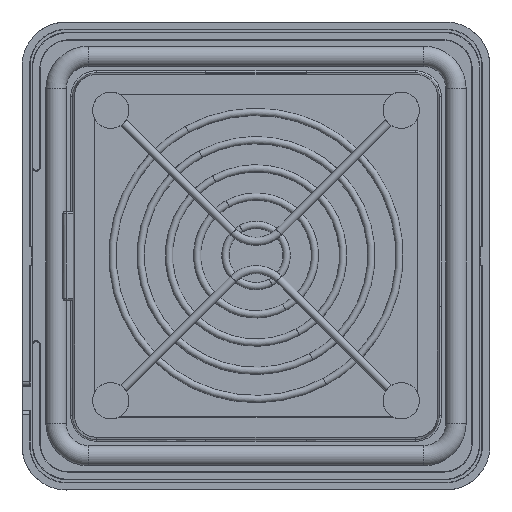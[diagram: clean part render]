
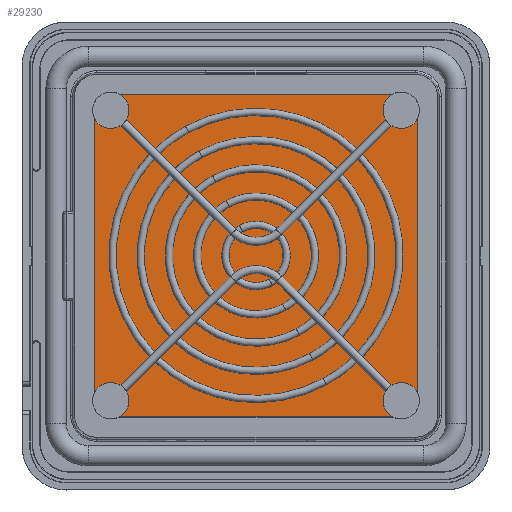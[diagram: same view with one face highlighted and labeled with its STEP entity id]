
A CAD part, top view. The second image highlights one B-rep face of the part: STEP entity #29230.
In plain terms, the highlighted planar face has unit normal (0, 0, 1).
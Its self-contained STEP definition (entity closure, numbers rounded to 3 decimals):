
#28918=CARTESIAN_POINT('Vertex',(33.938,-40.,50.)) ;
#28921=CARTESIAN_POINT('Line Origine',(0.,-40.,50.)) ;
#28925=CARTESIAN_POINT('Vertex',(-33.938,-40.,50.)) ;
#28977=CARTESIAN_POINT('Vertex',(40.,33.938,50.)) ;
#28980=CARTESIAN_POINT('Line Origine',(40.,0.,50.)) ;
#28984=CARTESIAN_POINT('Vertex',(40.,-33.938,50.)) ;
#29036=CARTESIAN_POINT('Vertex',(-33.938,40.,50.)) ;
#29039=CARTESIAN_POINT('Line Origine',(0.,40.,50.)) ;
#29043=CARTESIAN_POINT('Vertex',(33.938,40.,50.)) ;
#29095=CARTESIAN_POINT('Vertex',(-40.,-33.938,50.)) ;
#29098=CARTESIAN_POINT('Line Origine',(-40.,0.,50.)) ;
#29102=CARTESIAN_POINT('Vertex',(-40.,33.938,50.)) ;
#29143=CARTESIAN_POINT('Axis2P3D Location',(0.,0.,50.)) ;
#29168=CARTESIAN_POINT('Axis2P3D Location',(36.,-36.,50.)) ;
#29172=CARTESIAN_POINT('Vertex',(31.5,-36.,50.)) ;
#29175=CARTESIAN_POINT('Axis2P3D Location',(36.,-36.,50.)) ;
#29180=CARTESIAN_POINT('Axis2P3D Location',(36.,36.,50.)) ;
#29184=CARTESIAN_POINT('Vertex',(31.5,36.,50.)) ;
#29187=CARTESIAN_POINT('Axis2P3D Location',(36.,36.,50.)) ;
#29192=CARTESIAN_POINT('Axis2P3D Location',(-36.,36.,50.)) ;
#29196=CARTESIAN_POINT('Vertex',(-31.5,36.,50.)) ;
#29199=CARTESIAN_POINT('Axis2P3D Location',(-36.,36.,50.)) ;
#29204=CARTESIAN_POINT('Axis2P3D Location',(-36.,-36.,50.)) ;
#29208=CARTESIAN_POINT('Vertex',(-31.5,-36.,50.)) ;
#29211=CARTESIAN_POINT('Axis2P3D Location',(-36.,-36.,50.)) ;
#28922=DIRECTION('Vector Direction',(-1.,0.,0.)) ;
#28981=DIRECTION('Vector Direction',(0.,-1.,0.)) ;
#29040=DIRECTION('Vector Direction',(1.,0.,0.)) ;
#29099=DIRECTION('Vector Direction',(0.,1.,0.)) ;
#29144=DIRECTION('Axis2P3D Direction',(0.,0.,1.)) ;
#29145=DIRECTION('Axis2P3D XDirection',(1.,0.,0.)) ;
#29169=DIRECTION('Axis2P3D Direction',(0.,0.,1.)) ;
#29176=DIRECTION('Axis2P3D Direction',(0.,0.,1.)) ;
#29181=DIRECTION('Axis2P3D Direction',(0.,0.,1.)) ;
#29188=DIRECTION('Axis2P3D Direction',(0.,0.,1.)) ;
#29193=DIRECTION('Axis2P3D Direction',(0.,0.,1.)) ;
#29200=DIRECTION('Axis2P3D Direction',(0.,0.,1.)) ;
#29205=DIRECTION('Axis2P3D Direction',(0.,0.,1.)) ;
#29212=DIRECTION('Axis2P3D Direction',(0.,0.,1.)) ;
#29146=AXIS2_PLACEMENT_3D('Plane Axis2P3D',#29143,#29144,#29145) ;
#29170=AXIS2_PLACEMENT_3D('Circle Axis2P3D',#29168,#29169,$) ;
#29177=AXIS2_PLACEMENT_3D('Circle Axis2P3D',#29175,#29176,$) ;
#29182=AXIS2_PLACEMENT_3D('Circle Axis2P3D',#29180,#29181,$) ;
#29189=AXIS2_PLACEMENT_3D('Circle Axis2P3D',#29187,#29188,$) ;
#29194=AXIS2_PLACEMENT_3D('Circle Axis2P3D',#29192,#29193,$) ;
#29201=AXIS2_PLACEMENT_3D('Circle Axis2P3D',#29199,#29200,$) ;
#29206=AXIS2_PLACEMENT_3D('Circle Axis2P3D',#29204,#29205,$) ;
#29213=AXIS2_PLACEMENT_3D('Circle Axis2P3D',#29211,#29212,$) ;
#29217=ORIENTED_EDGE('',*,*,#29174,.F.) ;
#29218=ORIENTED_EDGE('',*,*,#29179,.F.) ;
#29219=ORIENTED_EDGE('',*,*,#28986,.T.) ;
#29220=ORIENTED_EDGE('',*,*,#29186,.F.) ;
#29221=ORIENTED_EDGE('',*,*,#29191,.F.) ;
#29222=ORIENTED_EDGE('',*,*,#29045,.T.) ;
#29223=ORIENTED_EDGE('',*,*,#29198,.F.) ;
#29224=ORIENTED_EDGE('',*,*,#29203,.F.) ;
#29225=ORIENTED_EDGE('',*,*,#29104,.T.) ;
#29226=ORIENTED_EDGE('',*,*,#29210,.F.) ;
#29227=ORIENTED_EDGE('',*,*,#29215,.F.) ;
#29228=ORIENTED_EDGE('',*,*,#28927,.T.) ;
#28923=VECTOR('Line Direction',#28922,1.) ;
#28982=VECTOR('Line Direction',#28981,1.) ;
#29041=VECTOR('Line Direction',#29040,1.) ;
#29100=VECTOR('Line Direction',#29099,1.) ;
#29230=ADVANCED_FACE('6A',(#29229),#29147,.T.) ;
#29171=CIRCLE('generated circle',#29170,4.5) ;
#29178=CIRCLE('generated circle',#29177,4.5) ;
#29183=CIRCLE('generated circle',#29182,4.5) ;
#29190=CIRCLE('generated circle',#29189,4.5) ;
#29195=CIRCLE('generated circle',#29194,4.5) ;
#29202=CIRCLE('generated circle',#29201,4.5) ;
#29207=CIRCLE('generated circle',#29206,4.5) ;
#29214=CIRCLE('generated circle',#29213,4.5) ;
#28927=EDGE_CURVE('',#28926,#28919,#28924,.F.) ;
#28986=EDGE_CURVE('',#28985,#28978,#28983,.F.) ;
#29045=EDGE_CURVE('',#29044,#29037,#29042,.F.) ;
#29104=EDGE_CURVE('',#29103,#29096,#29101,.F.) ;
#29174=EDGE_CURVE('',#29173,#28919,#29171,.T.) ;
#29179=EDGE_CURVE('',#28985,#29173,#29178,.T.) ;
#29186=EDGE_CURVE('',#29185,#28978,#29183,.T.) ;
#29191=EDGE_CURVE('',#29044,#29185,#29190,.T.) ;
#29198=EDGE_CURVE('',#29197,#29037,#29195,.T.) ;
#29203=EDGE_CURVE('',#29103,#29197,#29202,.T.) ;
#29210=EDGE_CURVE('',#29209,#29096,#29207,.T.) ;
#29215=EDGE_CURVE('',#28926,#29209,#29214,.T.) ;
#29216=EDGE_LOOP('',(#29217,#29218,#29219,#29220,#29221,#29222,#29223,#29224,#29225,#29226,#29227,#29228)) ;
#29229=FACE_OUTER_BOUND('',#29216,.T.) ;
#28924=LINE('Line',#28921,#28923) ;
#28983=LINE('Line',#28980,#28982) ;
#29042=LINE('Line',#29039,#29041) ;
#29101=LINE('Line',#29098,#29100) ;
#29147=PLANE('',#29146) ;
#28919=VERTEX_POINT('',#28918) ;
#28926=VERTEX_POINT('',#28925) ;
#28978=VERTEX_POINT('',#28977) ;
#28985=VERTEX_POINT('',#28984) ;
#29037=VERTEX_POINT('',#29036) ;
#29044=VERTEX_POINT('',#29043) ;
#29096=VERTEX_POINT('',#29095) ;
#29103=VERTEX_POINT('',#29102) ;
#29173=VERTEX_POINT('',#29172) ;
#29185=VERTEX_POINT('',#29184) ;
#29197=VERTEX_POINT('',#29196) ;
#29209=VERTEX_POINT('',#29208) ;
